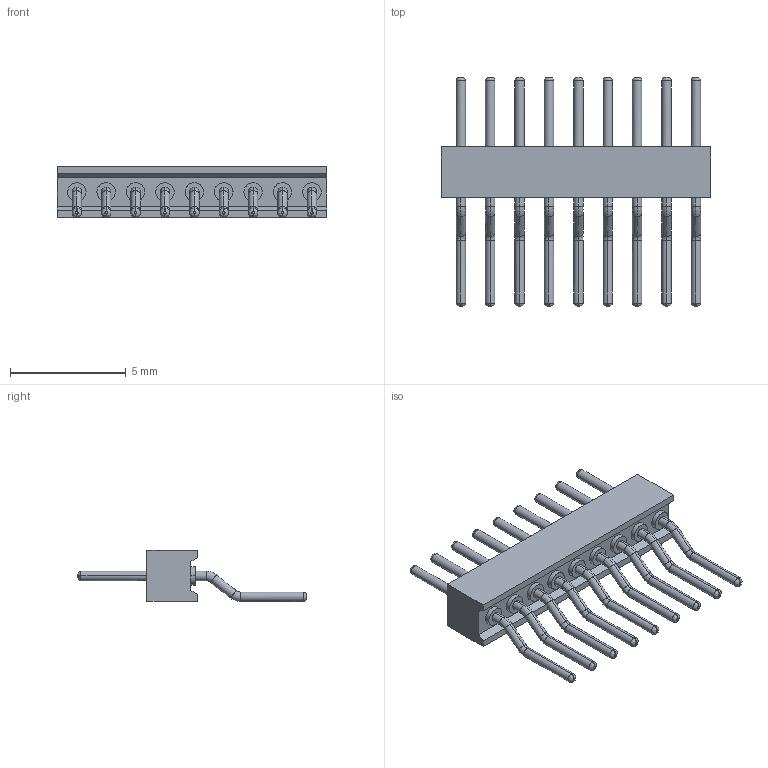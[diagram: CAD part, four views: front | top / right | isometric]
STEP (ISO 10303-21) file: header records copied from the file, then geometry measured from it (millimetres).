
FILE_DESCRIPTION( ('This file contains a STEP AP42 implementation' ,'as created by ZW3D STEP Interface translator.') ,'2;1' );
FILE_NAME( '3514-221XXZXX103X1.stp' ,'231011. 94449', (''), ('ZWCAD Software Co.'), 'Version 1.0', 'ZW3D to STEP translator', '' );
FILE_SCHEMA(('AUTOMOTIVE_DESIGN { 1 0 10303 214 1 1 1 1 }'));
Length unit declared in the file: millimetre
Products named in the file (2): 0; 3514-22120ZXX103X1
Bounding box: 11.63 x 9.9 x 2.21 mm (x, y, z)
Volume: 61.3 mm3; surface area: 252.4 mm2
Topology: 1 solids, 19 shells, 424 faces, 870 edges, 484 vertices
Faces by surface type: bspline 306, plane 64, cone 54
Entity records: 26728 total; most frequent: CARTESIAN_POINT 20381, ORIENTED_EDGE 1776, EDGE_CURVE 870, B_SPLINE_CURVE_WITH_KNOTS 844, VERTEX_POINT 484, EDGE_LOOP 478, FACE_OUTER_BOUND 424, ADVANCED_FACE 424
